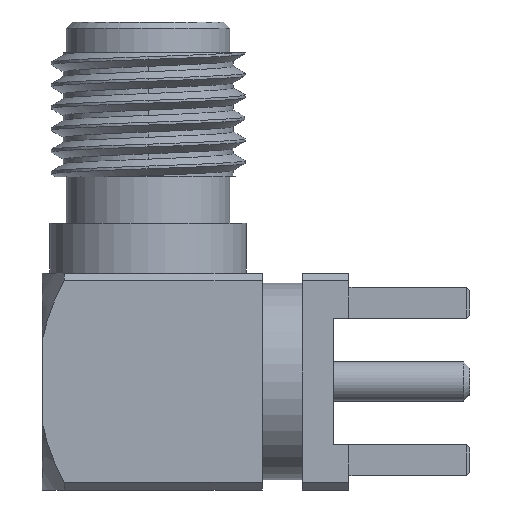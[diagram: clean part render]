
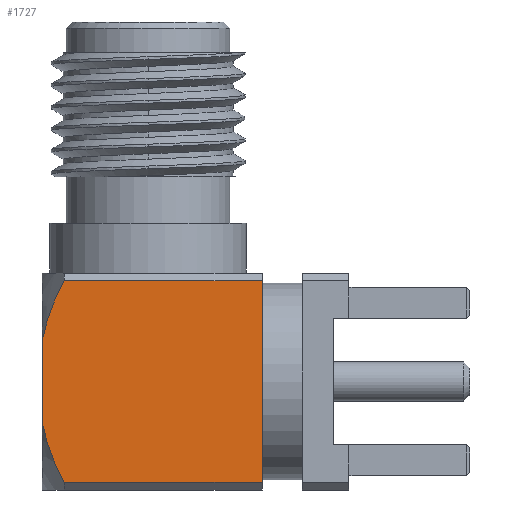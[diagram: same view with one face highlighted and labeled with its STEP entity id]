
A CAD part, left-side view. The second image highlights one B-rep face of the part: STEP entity #1727.
In plain terms, the highlighted planar face has unit normal (-1, 0, 0).
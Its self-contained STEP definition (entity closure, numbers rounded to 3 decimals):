
#95=PLANE('',#1880);
#194=FACE_OUTER_BOUND('',#304,.T.);
#304=EDGE_LOOP('',(#1540,#1541,#1542,#1543,#1544,#1545));
#341=CIRCLE('',#1846,6.633);
#349=CIRCLE('',#1856,6.633);
#514=LINE('',#3795,#685);
#535=LINE('',#3838,#706);
#544=LINE('',#3855,#715);
#549=LINE('',#3863,#720);
#685=VECTOR('',#2249,10.);
#706=VECTOR('',#2282,10.);
#715=VECTOR('',#2301,10.);
#720=VECTOR('',#2312,10.);
#845=VERTEX_POINT('',#3743);
#846=VERTEX_POINT('',#3745);
#853=VERTEX_POINT('',#3761);
#854=VERTEX_POINT('',#3763);
#864=VERTEX_POINT('',#3793);
#880=VERTEX_POINT('',#3836);
#1058=EDGE_CURVE('',#845,#846,#341,.T.);
#1066=EDGE_CURVE('',#853,#854,#349,.T.);
#1082=EDGE_CURVE('',#864,#845,#514,.T.);
#1104=EDGE_CURVE('',#864,#880,#535,.T.);
#1114=EDGE_CURVE('',#854,#880,#544,.T.);
#1119=EDGE_CURVE('',#846,#853,#549,.T.);
#1540=ORIENTED_EDGE('',*,*,#1066,.F.);
#1541=ORIENTED_EDGE('',*,*,#1119,.F.);
#1542=ORIENTED_EDGE('',*,*,#1058,.F.);
#1543=ORIENTED_EDGE('',*,*,#1082,.F.);
#1544=ORIENTED_EDGE('',*,*,#1104,.T.);
#1545=ORIENTED_EDGE('',*,*,#1114,.F.);
#1727=ADVANCED_FACE('',(#194),#95,.T.);
#1846=AXIS2_PLACEMENT_3D('',#3746,#2197,#2198);
#1856=AXIS2_PLACEMENT_3D('',#3764,#2217,#2218);
#1880=AXIS2_PLACEMENT_3D('',#3862,#2310,#2311);
#2197=DIRECTION('center_axis',(1.,0.,0.));
#2198=DIRECTION('ref_axis',(0.,0.,-1.));
#2217=DIRECTION('center_axis',(1.,0.,0.));
#2218=DIRECTION('ref_axis',(0.,0.,-1.));
#2249=DIRECTION('',(0.,1.,0.));
#2282=DIRECTION('',(0.,0.,1.));
#2301=DIRECTION('',(0.,-1.,0.));
#2310=DIRECTION('center_axis',(-1.,0.,0.));
#2311=DIRECTION('ref_axis',(0.,0.,1.));
#2312=DIRECTION('',(0.,0.,1.));
#3743=CARTESIAN_POINT('',(0.,9.183,-6.75));
#3745=CARTESIAN_POINT('',(0.,9.9,-4.823));
#3746=CARTESIAN_POINT('Origin',(0.,3.4,-3.5));
#3761=CARTESIAN_POINT('',(0.,9.9,-2.177));
#3763=CARTESIAN_POINT('',(0.,9.183,-0.25));
#3764=CARTESIAN_POINT('Origin',(0.,3.4,-3.5));
#3793=CARTESIAN_POINT('',(0.,2.8,-6.75));
#3795=CARTESIAN_POINT('',(0.,0.,-6.75));
#3836=CARTESIAN_POINT('',(0.,2.8,-0.25));
#3838=CARTESIAN_POINT('',(0.,2.8,-5.25));
#3855=CARTESIAN_POINT('',(0.,0.,-0.25));
#3862=CARTESIAN_POINT('Origin',(0.,0.,-7.));
#3863=CARTESIAN_POINT('',(0.,9.9,-7.));
